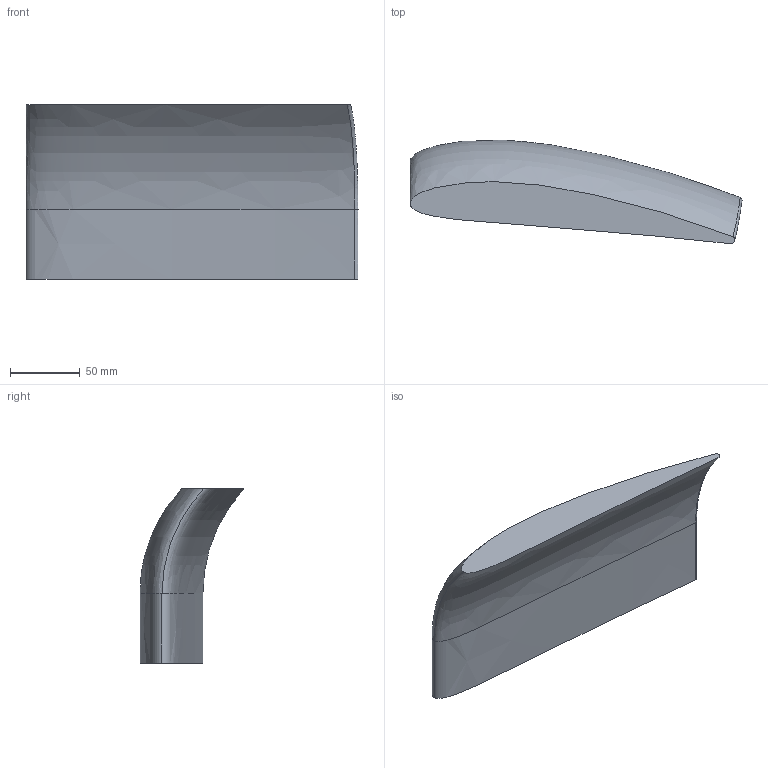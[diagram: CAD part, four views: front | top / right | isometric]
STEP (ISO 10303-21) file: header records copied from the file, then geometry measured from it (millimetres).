
FILE_DESCRIPTION(/* description */ (''),/* implementation_level */ '2;1');
FILE_NAME(/* name */ 'Wing_forcfd3_v11_splitfaces.step',/* time_stamp */ '2025-04-09T10:32:15-06:00',/* author */ (''),/* organization */ (''),/* preprocessor_version */ 'ST-DEVELOPER v20',/* originating_system */ 'Autodesk Translation Framework v13.20.0.188',/* authorisation */ '');
FILE_SCHEMA (('AUTOMOTIVE_DESIGN { 1 0 10303 214 3 1 1 }'));
Length unit declared in the file: millimetre
Products named in the file (1): Wing_forcfd3
Bounding box: 237.95 x 74.4 x 125 mm (x, y, z)
Volume: 659307.3 mm3; surface area: 75209.7 mm2
Topology: 1 solids, 1 shells, 8 faces, 15 edges, 9 vertices
Faces by surface type: bspline 6, plane 2
Entity records: 2642 total; most frequent: CARTESIAN_POINT 2502, ORIENTED_EDGE 30, EDGE_CURVE 15, VERTEX_POINT 9, FACE_OUTER_BOUND 8, EDGE_LOOP 8, B_SPLINE_CURVE_WITH_KNOTS 8, ADVANCED_FACE 8
